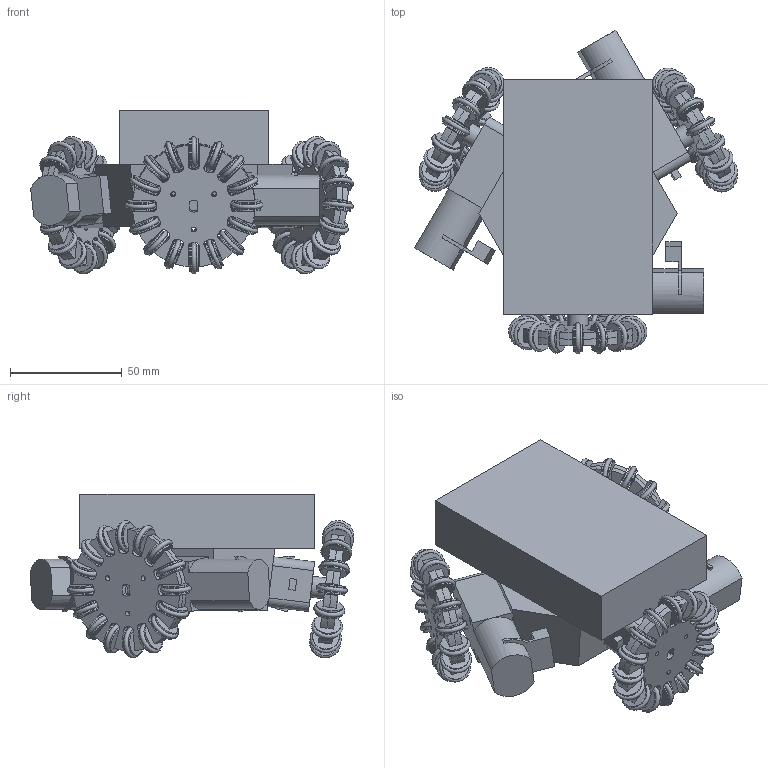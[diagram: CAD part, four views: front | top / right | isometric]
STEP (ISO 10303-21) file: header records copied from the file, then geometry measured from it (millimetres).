
FILE_DESCRIPTION(/* description */ ('STEP AP242','CAx-IF Rec.Pracs.---Representation and Presentation of Product Manufacturing Information (PMI)---4.0---2014-10-13','CAx-IF Rec.Pracs.---3D Tessellated Geometry---0.4---2014-09-14','2;1'),/* implementation_level */ '2;1');
FILE_NAME(/* name */ '660bc8d2d86a420e62f5322e',/* time_stamp */ '2024-04-02T08:58:59Z',/* author */ (''),/* organization */ (''),/* preprocessor_version */ 'ST-DEVELOPER v19.4',/* originating_system */ ' ',/* authorisation */ ' ');
FILE_SCHEMA (('AP242_MANAGED_MODEL_BASED_3D_ENGINEERING_MIM_LF { 1 0 10303 442 1 1 4 }'));
Length unit declared in the file: metre
Products named in the file (59): Robot; Battery; Motor; Omniwheel <3>; Small Wheel <11>; Metal Wheel; O Ring; Small Wheel <12>; Wheel Top; Small Wheel <9>; Small Wheel <4>; Small Wheel <6>; Small Wheel <10>; Wheel Bottom; Small Wheel <13>; Small Wheel <1>; Small Wheel <3>; Small Wheel <5>; Small Wheel <8>; Small Wheel <7>; Small Wheel <2>; Small Wheel <15>; Small Wheel <16>; Small Wheel <14>; Frame; Omniwheel <2>; Omniwheel <1>
Assembly tree (158 placements, depth 4):
  Robot
    Battery
    Motor  x3
    Omniwheel <3>
      Small Wheel <11>
        Metal Wheel
        O Ring
      Small Wheel <12>
        O Ring
        Metal Wheel
      Wheel Top
      Small Wheel <9>
        O Ring
        Metal Wheel
      Small Wheel <4>
        Metal Wheel
        O Ring
      Small Wheel <6>
        O Ring
        Metal Wheel
      Small Wheel <10>
        O Ring
        Metal Wheel
      Wheel Bottom
      Small Wheel <13>
        O Ring
        Metal Wheel
      Small Wheel <1>
        O Ring
        Metal Wheel
      Small Wheel <3>
        O Ring
        Metal Wheel
      Small Wheel <5>
        O Ring
        Metal Wheel
      Small Wheel <8>
        Metal Wheel
        O Ring
      Small Wheel <7>
        O Ring
        Metal Wheel
      Small Wheel <2>
        Metal Wheel
        O Ring
      Small Wheel <15>
        O Ring
        Metal Wheel
      Small Wheel <16>
        Metal Wheel
        O Ring
      Small Wheel <14>
        O Ring
        Metal Wheel
    Frame
    Omniwheel <2>
      Wheel Top
      Small Wheel <6>
        Metal Wheel
        O Ring
Bounding box: 144.69 x 145.14 x 73.48 mm (x, y, z)
Volume: 318152.4 mm3; surface area: 129645.6 mm2
Topology: 107 solids, 107 shells, 1805 faces, 4527 edges, 2956 vertices
Faces by surface type: plane 718, cylinder 553, cone 384, bspline 102, torus 48
Full cylindrical faces by diameter (mm): 2.2 x18, 2.9 x6, 3 x102, 3.95 x3, 4 x4, 7.2 x3, 9.45 x3, 12 x96
Entity records: 18167 total; most frequent: CARTESIAN_POINT 5182, DIRECTION 2564, ORIENTED_EDGE 2358, EDGE_CURVE 1179, AXIS2_PLACEMENT_3D 894, VERTEX_POINT 804, LINE 776, VECTOR 776
